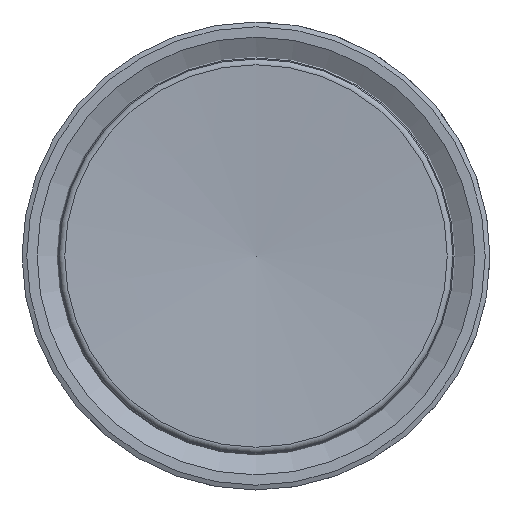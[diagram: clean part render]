
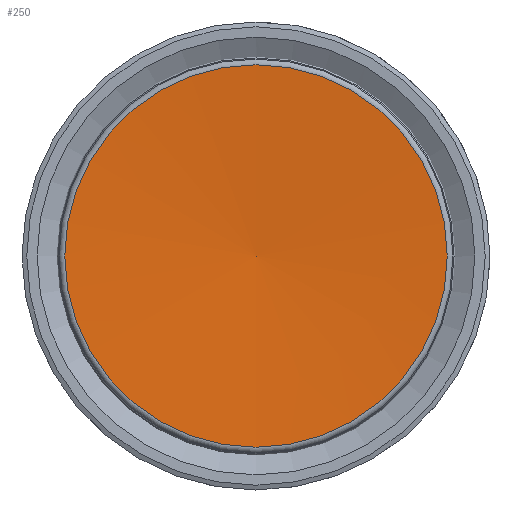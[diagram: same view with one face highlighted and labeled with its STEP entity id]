
A CAD part, left-side view. The second image highlights one B-rep face of the part: STEP entity #250.
In plain terms, the highlighted conical face has half-angle 87 degrees and reference radius 25.744 mm.
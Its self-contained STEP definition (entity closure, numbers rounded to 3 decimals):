
#238=VERTEX_LOOP('',#409);
#250=ADVANCED_FACE('',(#280,#281),#271,.F.);
#271=CONICAL_SURFACE('',#481,25.744,87.);
#280=FACE_BOUND('',#324,.T.);
#281=FACE_BOUND('',#238,.T.);
#324=EDGE_LOOP('',(#368));
#368=ORIENTED_EDGE('',*,*,#431,.T.);
#408=VERTEX_POINT('',#613);
#409=VERTEX_POINT('',#615);
#431=EDGE_CURVE('',#408,#408,#453,.T.);
#453=CIRCLE('',#479,25.744);
#479=AXIS2_PLACEMENT_3D('',#612,#524,#525);
#481=AXIS2_PLACEMENT_3D('',#616,#528,#529);
#524=DIRECTION('',(-1.,0.,0.));
#525=DIRECTION('',(0.,0.,1.));
#528=DIRECTION('',(-1.,0.,0.));
#529=DIRECTION('',(0.,0.,1.));
#612=CARTESIAN_POINT('',(0.528,0.,0.));
#613=CARTESIAN_POINT('',(0.528,0.,25.744));
#615=CARTESIAN_POINT('',(1.877,0.,0.));
#616=CARTESIAN_POINT('',(0.528,0.,0.));
